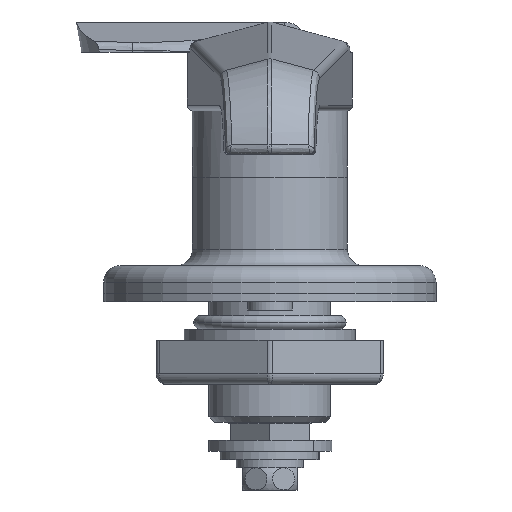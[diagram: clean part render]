
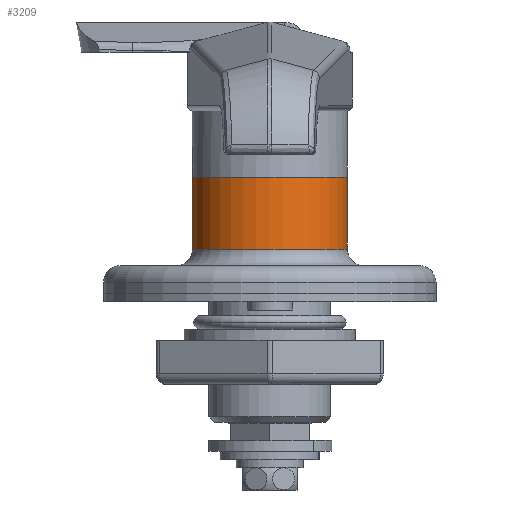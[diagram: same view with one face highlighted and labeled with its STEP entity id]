
A CAD part, front view. The second image highlights one B-rep face of the part: STEP entity #3209.
In plain terms, the highlighted cylindrical face has radius 14 mm (diameter 28 mm), a partial arc.
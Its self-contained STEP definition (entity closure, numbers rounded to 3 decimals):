
#347 = FACE_OUTER_BOUND ( 'NONE', #2605, .T. ) ;
#354 = CYLINDRICAL_SURFACE ( 'NONE', #5401, 14. ) ;
#2113 = AXIS2_PLACEMENT_3D ( 'NONE', #4855, #4856, #4857 ) ;
#2140 = AXIS2_PLACEMENT_3D ( 'NONE', #2280, #2281, #2282 ) ;
#2280 = CARTESIAN_POINT ( 'NONE',  ( -21., 0., 0. ) ) ;
#2281 = DIRECTION ( 'NONE',  ( -1., 0., 0. ) ) ;
#2282 = DIRECTION ( 'NONE',  ( 0., 0., 1. ) ) ;
#2476 = ORIENTED_EDGE ( 'NONE', *, *, #9924, .F. ) ;
#2477 = ORIENTED_EDGE ( 'NONE', *, *, #9893, .T. ) ;
#2605 = EDGE_LOOP ( 'NONE', ( #2476, #2477, #10385, #10387 ) ) ;
#3209 = ADVANCED_FACE ( 'NONE', ( #347 ), #354, .T. ) ;
#4039 = CIRCLE ( 'NONE', #2113, 14. ) ;
#4083 = LINE ( 'NONE', #4931, #4087 ) ;
#4085 = LINE ( 'NONE', #4936, #4090 ) ;
#4087 = VECTOR ( 'NONE', #4928, 1000. ) ;
#4090 = VECTOR ( 'NONE', #4930, 1000. ) ;
#4135 = CIRCLE ( 'NONE', #2140, 14. ) ;
#4855 = CARTESIAN_POINT ( 'NONE',  ( -8., 0., 0. ) ) ;
#4856 = DIRECTION ( 'NONE',  ( -1., 0., 0. ) ) ;
#4857 = DIRECTION ( 'NONE',  ( 0., 0., -1. ) ) ;
#4928 = DIRECTION ( 'NONE',  ( -1., 0., 0. ) ) ;
#4930 = DIRECTION ( 'NONE',  ( -1., 0., 0. ) ) ;
#4931 = CARTESIAN_POINT ( 'NONE',  ( -19.826, 0., -14. ) ) ;
#4936 = CARTESIAN_POINT ( 'NONE',  ( -19.826, 0., 14. ) ) ;
#5021 = VERTEX_POINT ( 'NONE', #12706 ) ;
#5249 = VERTEX_POINT ( 'NONE', #11055 ) ;
#5263 = VERTEX_POINT ( 'NONE', #11083 ) ;
#5401 = AXIS2_PLACEMENT_3D ( 'NONE', #8893, #8889, #8870 ) ;
#8347 = VERTEX_POINT ( 'NONE', #11185 ) ;
#8870 = DIRECTION ( 'NONE',  ( 0., 0., 1. ) ) ;
#8889 = DIRECTION ( 'NONE',  ( -1., 0., 0. ) ) ;
#8893 = CARTESIAN_POINT ( 'NONE',  ( -19.826, 0., 0. ) ) ;
#9893 = EDGE_CURVE ( 'NONE', #5263, #5021, #4039, .T. ) ;
#9924 = EDGE_CURVE ( 'NONE', #5263, #8347, #4083, .T. ) ;
#9926 = EDGE_CURVE ( 'NONE', #5021, #5249, #4085, .T. ) ;
#9954 = EDGE_CURVE ( 'NONE', #8347, #5249, #4135, .T. ) ;
#10385 = ORIENTED_EDGE ( 'NONE', *, *, #9926, .T. ) ;
#10387 = ORIENTED_EDGE ( 'NONE', *, *, #9954, .F. ) ;
#11055 = CARTESIAN_POINT ( 'NONE',  ( -21., 0., 14. ) ) ;
#11083 = CARTESIAN_POINT ( 'NONE',  ( -8., 0., -14. ) ) ;
#11185 = CARTESIAN_POINT ( 'NONE',  ( -21., 0., -14. ) ) ;
#12706 = CARTESIAN_POINT ( 'NONE',  ( -8., 0., 14. ) ) ;
